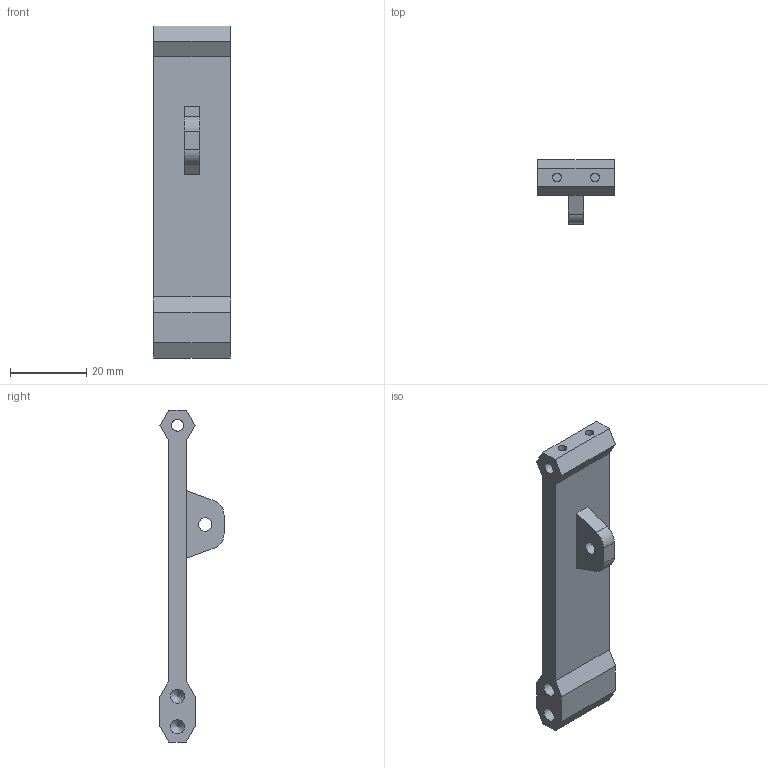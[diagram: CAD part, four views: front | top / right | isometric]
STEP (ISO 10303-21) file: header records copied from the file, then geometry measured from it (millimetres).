
FILE_DESCRIPTION(/* description */ (''),/* implementation_level */ '2;1');
FILE_NAME(/* name */ 'HexFlipperV1.1.ipt.step',/* time_stamp */ '2024-02-28T22:18:41-06:00',/* author */ ('smz3rm'),/* organization */ (''),/* preprocessor_version */ 'ST-DEVELOPER v18',/* originating_system */ 'Autodesk Inventor 2020',/* authorisation */ '');
FILE_SCHEMA (('AUTOMOTIVE_DESIGN { 1 0 10303 214 3 1 1 }'));
Length unit declared in the file: millimetre
Products named in the file (1): HexFlipperV1.1
Bounding box: 20 x 16.83 x 87.01 mm (x, y, z)
Volume: 9015.7 mm3; surface area: 6515.4 mm2
Topology: 1 solids, 1 shells, 39 faces, 116 edges, 82 vertices
Faces by surface type: plane 23, cylinder 12, cone 4
Full cylindrical faces by diameter (mm): 2.3 x4, 3.1 x1, 3.5 x1, 3.75 x4
Entity records: 1525 total; most frequent: CARTESIAN_POINT 402, ORIENTED_EDGE 224, DIRECTION 218, EDGE_CURVE 112, VERTEX_POINT 82, AXIS2_PLACEMENT_3D 74, LINE 70, VECTOR 70
